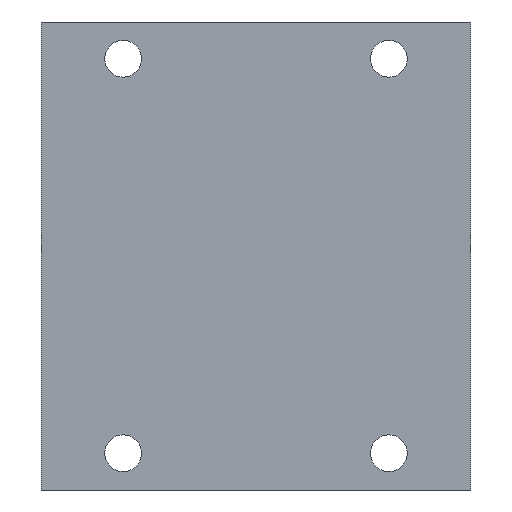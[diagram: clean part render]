
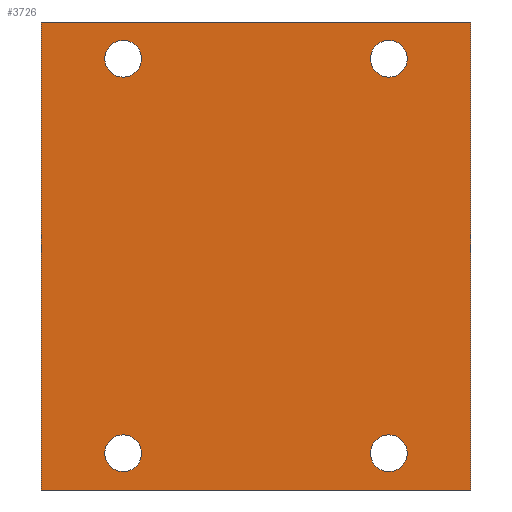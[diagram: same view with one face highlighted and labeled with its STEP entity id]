
A CAD part, front view. The second image highlights one B-rep face of the part: STEP entity #3726.
In plain terms, the highlighted planar face has unit normal (0, -1, 0).
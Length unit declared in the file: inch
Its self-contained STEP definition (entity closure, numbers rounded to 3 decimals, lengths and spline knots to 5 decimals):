
#396=CARTESIAN_POINT('',(0.74,0.0,0.965));
#397=VERTEX_POINT('',#396);
#406=CARTESIAN_POINT('',(0.56,0.0,0.965));
#407=VERTEX_POINT('',#406);
#408=CARTESIAN_POINT('',(0.65,0.0,0.965));
#409=DIRECTION('',(0.0,1.0,0.0));
#410=DIRECTION('',(1.0,0.0,0.0));
#411=AXIS2_PLACEMENT_3D('',#408,#409,#410);
#412=CIRCLE('',#411,0.09);
#413=EDGE_CURVE('',#407,#397,#412,.T.);
#438=CARTESIAN_POINT('',(0.74,0.0,-0.965));
#439=VERTEX_POINT('',#438);
#448=CARTESIAN_POINT('',(0.56,0.0,-0.965));
#449=VERTEX_POINT('',#448);
#450=CARTESIAN_POINT('',(0.65,0.0,-0.965));
#451=DIRECTION('',(0.0,1.0,0.0));
#452=DIRECTION('',(1.0,0.0,0.0));
#453=AXIS2_PLACEMENT_3D('',#450,#451,#452);
#454=CIRCLE('',#453,0.09);
#455=EDGE_CURVE('',#449,#439,#454,.T.);
#551=CARTESIAN_POINT('',(-0.74,0.0,0.965));
#552=VERTEX_POINT('',#551);
#561=CARTESIAN_POINT('',(-0.56,0.0,0.965));
#562=VERTEX_POINT('',#561);
#563=CARTESIAN_POINT('',(-0.65,0.0,0.965));
#564=DIRECTION('',(0.0,1.0,0.0));
#565=DIRECTION('',(-1.0,0.0,0.0));
#566=AXIS2_PLACEMENT_3D('',#563,#564,#565);
#567=CIRCLE('',#566,0.09);
#568=EDGE_CURVE('',#562,#552,#567,.T.);
#614=CARTESIAN_POINT('',(-0.74,0.0,-0.965));
#615=VERTEX_POINT('',#614);
#624=CARTESIAN_POINT('',(-0.56,0.0,-0.965));
#625=VERTEX_POINT('',#624);
#626=CARTESIAN_POINT('',(-0.65,0.0,-0.965));
#627=DIRECTION('',(0.0,1.0,0.0));
#628=DIRECTION('',(-1.0,0.0,0.0));
#629=AXIS2_PLACEMENT_3D('',#626,#627,#628);
#630=CIRCLE('',#629,0.09);
#631=EDGE_CURVE('',#625,#615,#630,.T.);
#2697=CARTESIAN_POINT('',(1.05,0.0,-1.145));
#2698=VERTEX_POINT('',#2697);
#2705=CARTESIAN_POINT('',(-1.05,0.0,-1.145));
#2706=VERTEX_POINT('',#2705);
#2707=CARTESIAN_POINT('',(-1.05,0.0,-1.145));
#2708=DIRECTION('',(1.0,0.0,0.0));
#2709=VECTOR('',#2708,2.1);
#2710=LINE('',#2707,#2709);
#2711=EDGE_CURVE('',#2706,#2698,#2710,.T.);
#2775=CARTESIAN_POINT('',(-0.65,0.0,-0.965));
#2776=DIRECTION('',(0.0,1.0,0.0));
#2777=DIRECTION('',(-1.0,0.0,0.0));
#2778=AXIS2_PLACEMENT_3D('',#2775,#2776,#2777);
#2779=CIRCLE('',#2778,0.09);
#2780=EDGE_CURVE('',#615,#625,#2779,.T.);
#2969=CARTESIAN_POINT('',(-0.65,0.0,0.965));
#2970=DIRECTION('',(0.0,1.0,0.0));
#2971=DIRECTION('',(-1.0,0.0,0.0));
#2972=AXIS2_PLACEMENT_3D('',#2969,#2970,#2971);
#2973=CIRCLE('',#2972,0.09);
#2974=EDGE_CURVE('',#552,#562,#2973,.T.);
#3274=CARTESIAN_POINT('',(0.65,0.0,-0.965));
#3275=DIRECTION('',(0.0,1.0,0.0));
#3276=DIRECTION('',(1.0,0.0,0.0));
#3277=AXIS2_PLACEMENT_3D('',#3274,#3275,#3276);
#3278=CIRCLE('',#3277,0.09);
#3279=EDGE_CURVE('',#439,#449,#3278,.T.);
#3418=CARTESIAN_POINT('',(-1.05,0.0,1.145));
#3419=VERTEX_POINT('',#3418);
#3426=CARTESIAN_POINT('',(1.05,0.0,1.145));
#3427=VERTEX_POINT('',#3426);
#3428=CARTESIAN_POINT('',(1.05,0.0,1.145));
#3429=DIRECTION('',(-1.0,0.0,0.0));
#3430=VECTOR('',#3429,2.1);
#3431=LINE('',#3428,#3430);
#3432=EDGE_CURVE('',#3427,#3419,#3431,.T.);
#3516=CARTESIAN_POINT('',(0.65,0.0,0.965));
#3517=DIRECTION('',(0.0,1.0,0.0));
#3518=DIRECTION('',(1.0,0.0,0.0));
#3519=AXIS2_PLACEMENT_3D('',#3516,#3517,#3518);
#3520=CIRCLE('',#3519,0.09);
#3521=EDGE_CURVE('',#397,#407,#3520,.T.);
#3611=CARTESIAN_POINT('',(-1.05,0.0,1.145));
#3612=DIRECTION('',(0.0,0.0,-1.0));
#3613=VECTOR('',#3612,2.29);
#3614=LINE('',#3611,#3613);
#3615=EDGE_CURVE('',#3419,#2706,#3614,.T.);
#3688=CARTESIAN_POINT('',(1.05,0.0,-1.145));
#3689=DIRECTION('',(0.0,0.0,1.0));
#3690=VECTOR('',#3689,2.29);
#3691=LINE('',#3688,#3690);
#3692=EDGE_CURVE('',#2698,#3427,#3691,.T.);
#3699=CARTESIAN_POINT('',(1.05,0.0,0.0));
#3700=DIRECTION('',(0.0,-1.0,0.0));
#3701=DIRECTION('',(0.0,0.0,-1.0));
#3702=AXIS2_PLACEMENT_3D('',#3699,#3700,#3701);
#3703=PLANE('',#3702);
#3704=ORIENTED_EDGE('',*,*,#3432,.T.);
#3705=ORIENTED_EDGE('',*,*,#3615,.T.);
#3706=ORIENTED_EDGE('',*,*,#2711,.T.);
#3707=ORIENTED_EDGE('',*,*,#3692,.T.);
#3708=EDGE_LOOP('',(#3704,#3705,#3706,#3707));
#3709=FACE_OUTER_BOUND('',#3708,.T.);
#3710=ORIENTED_EDGE('',*,*,#631,.T.);
#3711=ORIENTED_EDGE('',*,*,#2780,.T.);
#3712=EDGE_LOOP('',(#3710,#3711));
#3713=FACE_BOUND('',#3712,.T.);
#3714=ORIENTED_EDGE('',*,*,#568,.T.);
#3715=ORIENTED_EDGE('',*,*,#2974,.T.);
#3716=EDGE_LOOP('',(#3714,#3715));
#3717=FACE_BOUND('',#3716,.T.);
#3718=ORIENTED_EDGE('',*,*,#455,.T.);
#3719=ORIENTED_EDGE('',*,*,#3279,.T.);
#3720=EDGE_LOOP('',(#3718,#3719));
#3721=FACE_BOUND('',#3720,.T.);
#3722=ORIENTED_EDGE('',*,*,#413,.T.);
#3723=ORIENTED_EDGE('',*,*,#3521,.T.);
#3724=EDGE_LOOP('',(#3722,#3723));
#3725=FACE_BOUND('',#3724,.T.);
#3726=ADVANCED_FACE('',(#3709,#3713,#3717,#3721,#3725),#3703,.T.);
